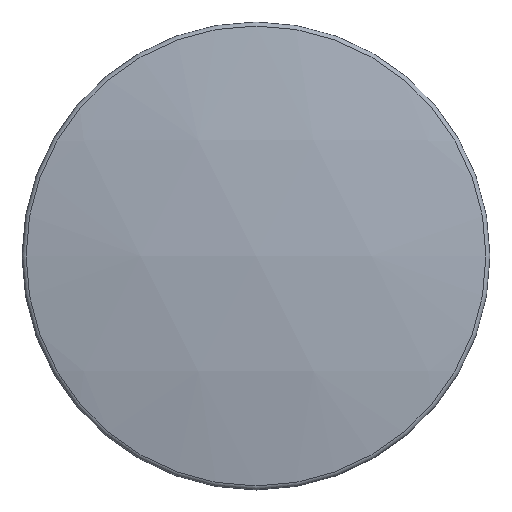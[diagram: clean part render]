
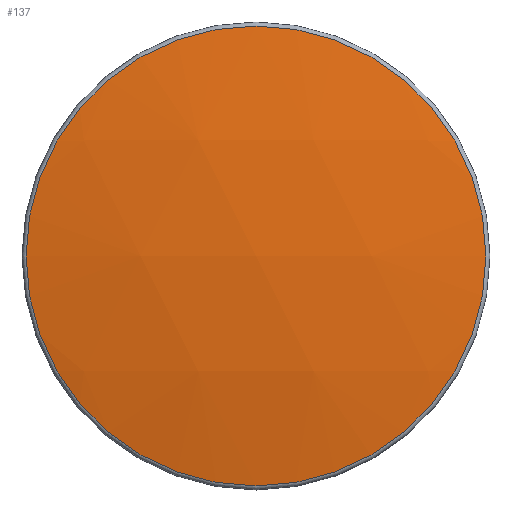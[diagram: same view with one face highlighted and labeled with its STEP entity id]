
A CAD part, top view. The second image highlights one B-rep face of the part: STEP entity #137.
In plain terms, the highlighted spherical face has radius 2250 mm.
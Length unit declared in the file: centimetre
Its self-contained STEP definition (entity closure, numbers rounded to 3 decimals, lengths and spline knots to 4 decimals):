
#32=FACE_OUTER_BOUND('',#42,.T.);
#42=EDGE_LOOP('',(#99));
#54=CIRCLE('',#150,41.7671);
#69=VERTEX_POINT('',#231);
#81=EDGE_CURVE('',#69,#69,#54,.T.);
#99=ORIENTED_EDGE('',*,*,#81,.F.);
#135=SPHERICAL_SURFACE('',#149,225.);
#137=ADVANCED_FACE('',(#32),#135,.T.);
#149=AXIS2_PLACEMENT_3D('',#230,#176,#177);
#150=AXIS2_PLACEMENT_3D('',#232,#178,#179);
#176=DIRECTION('center_axis',(0.,-1.,0.));
#177=DIRECTION('ref_axis',(1.,0.,0.));
#178=DIRECTION('center_axis',(0.,0.,-1.));
#179=DIRECTION('ref_axis',(1.,0.,0.));
#230=CARTESIAN_POINT('Origin',(0.,0.,
-165.));
#231=CARTESIAN_POINT('',(0.,-41.7671,56.0894));
#232=CARTESIAN_POINT('Origin',(0.,0.,56.0894));
